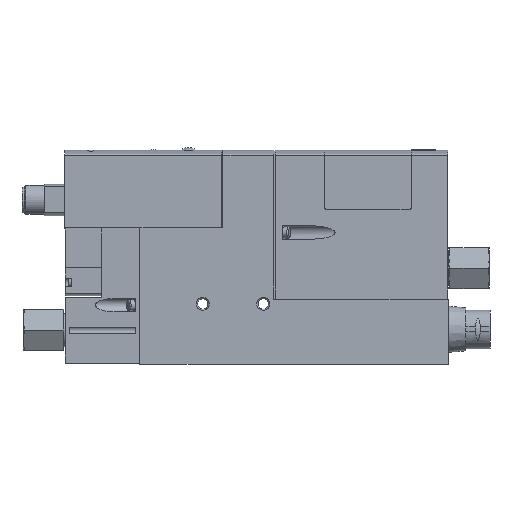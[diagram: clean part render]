
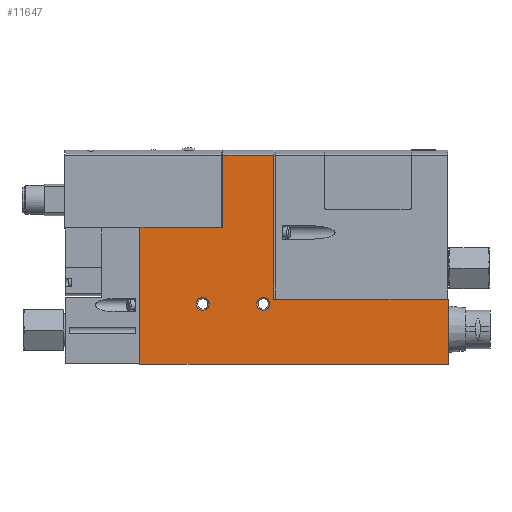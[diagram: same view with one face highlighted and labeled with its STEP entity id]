
A CAD part, top view. The second image highlights one B-rep face of the part: STEP entity #11647.
In plain terms, the highlighted planar face has unit normal (0, 0, 1).
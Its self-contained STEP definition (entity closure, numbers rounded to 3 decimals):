
#411=LINE('',#15952,#1031);
#502=LINE('',#16185,#1122);
#828=LINE('',#17488,#1448);
#832=LINE('',#17507,#1452);
#835=LINE('',#17515,#1455);
#842=LINE('',#17525,#1462);
#843=LINE('',#17527,#1463);
#845=LINE('',#17538,#1465);
#1031=VECTOR('',#13121,1000.);
#1122=VECTOR('',#13302,1000.);
#1448=VECTOR('',#14754,1000.);
#1452=VECTOR('',#14772,1000.);
#1455=VECTOR('',#14779,1000.);
#1462=VECTOR('',#14788,1000.);
#1463=VECTOR('',#14791,1000.);
#1465=VECTOR('',#14803,1000.);
#1696=PLANE('',#12559);
#3497=ORIENTED_EDGE('',*,*,#5168,.T.);
#3498=ORIENTED_EDGE('',*,*,#5169,.T.);
#3499=ORIENTED_EDGE('',*,*,#5164,.T.);
#3500=ORIENTED_EDGE('',*,*,#4504,.T.);
#3501=ORIENTED_EDGE('',*,*,#5142,.T.);
#3502=ORIENTED_EDGE('',*,*,#5152,.T.);
#3503=ORIENTED_EDGE('',*,*,#5156,.T.);
#3504=ORIENTED_EDGE('',*,*,#5163,.T.);
#3505=ORIENTED_EDGE('',*,*,#4385,.T.);
#3506=ORIENTED_EDGE('',*,*,#5170,.T.);
#4385=EDGE_CURVE('',#5581,#5590,#411,.T.);
#4504=EDGE_CURVE('',#5688,#5687,#502,.T.);
#5142=EDGE_CURVE('',#5687,#6101,#828,.T.);
#5152=EDGE_CURVE('',#6101,#6109,#832,.T.);
#5156=EDGE_CURVE('',#6109,#6112,#835,.T.);
#5163=EDGE_CURVE('',#6112,#5581,#842,.T.);
#5164=EDGE_CURVE('',#6115,#5688,#843,.T.);
#5168=EDGE_CURVE('',#6117,#6117,#6716,.T.);
#5169=EDGE_CURVE('',#6118,#6118,#6717,.T.);
#5170=EDGE_CURVE('',#5590,#6115,#845,.T.);
#5581=VERTEX_POINT('',#15933);
#5590=VERTEX_POINT('',#15951);
#5687=VERTEX_POINT('',#16184);
#5688=VERTEX_POINT('',#16186);
#6101=VERTEX_POINT('',#17487);
#6109=VERTEX_POINT('',#17506);
#6112=VERTEX_POINT('',#17514);
#6115=VERTEX_POINT('',#17528);
#6117=VERTEX_POINT('',#17535);
#6118=VERTEX_POINT('',#17537);
#6716=CIRCLE('',#12560,2.65);
#6717=CIRCLE('',#12561,2.65);
#7213=EDGE_LOOP('',(#3497));
#7214=EDGE_LOOP('',(#3498));
#7215=EDGE_LOOP('',(#3499,#3500,#3501,#3502,#3503,#3504,#3505,#3506));
#7891=FACE_BOUND('',#7213,.T.);
#7892=FACE_BOUND('',#7214,.T.);
#7893=FACE_BOUND('',#7215,.T.);
#11647=ADVANCED_FACE('',(#7891,#7892,#7893),#1696,.T.);
#12559=AXIS2_PLACEMENT_3D('',#17533,#14797,#14798);
#12560=AXIS2_PLACEMENT_3D('',#17534,#14799,#14800);
#12561=AXIS2_PLACEMENT_3D('',#17536,#14801,#14802);
#13121=DIRECTION('',(0.,1.,0.));
#13302=DIRECTION('',(-1.,0.,0.));
#14754=DIRECTION('',(0.,-1.,0.));
#14772=DIRECTION('',(1.,0.,0.));
#14779=DIRECTION('',(0.,1.,0.));
#14788=DIRECTION('',(-1.,0.,0.));
#14791=DIRECTION('',(0.,-1.,0.));
#14797=DIRECTION('',(0.,0.,1.));
#14798=DIRECTION('',(1.,0.,0.));
#14799=DIRECTION('',(0.,0.,-1.));
#14800=DIRECTION('',(-1.,0.,0.));
#14801=DIRECTION('',(0.,0.,-1.));
#14802=DIRECTION('',(-1.,0.,0.));
#14803=DIRECTION('',(-1.,0.,0.));
#15933=CARTESIAN_POINT('',(86.3,27.,10.25));
#15951=CARTESIAN_POINT('',(86.3,86.442,10.25));
#15952=CARTESIAN_POINT('',(86.3,27.,10.25));
#16184=CARTESIAN_POINT('',(31.,56.4,10.25));
#16185=CARTESIAN_POINT('',(65.3,56.4,10.25));
#16186=CARTESIAN_POINT('',(65.3,56.4,10.25));
#17487=CARTESIAN_POINT('',(31.,0.,10.25));
#17488=CARTESIAN_POINT('',(31.,56.4,10.25));
#17506=CARTESIAN_POINT('',(158.5,0.,10.25));
#17507=CARTESIAN_POINT('',(31.,0.,10.25));
#17514=CARTESIAN_POINT('',(158.5,27.,10.25));
#17515=CARTESIAN_POINT('',(158.5,0.,10.25));
#17525=CARTESIAN_POINT('',(158.5,27.,10.25));
#17527=CARTESIAN_POINT('',(65.3,90.,10.25));
#17528=CARTESIAN_POINT('',(65.3,86.442,10.25));
#17533=CARTESIAN_POINT('',(0.,0.,10.25));
#17534=CARTESIAN_POINT('',(82.,25.,10.25));
#17535=CARTESIAN_POINT('',(79.35,25.,10.25));
#17536=CARTESIAN_POINT('',(57.,25.,10.25));
#17537=CARTESIAN_POINT('',(54.35,25.,10.25));
#17538=CARTESIAN_POINT('',(86.3,86.442,10.25));
